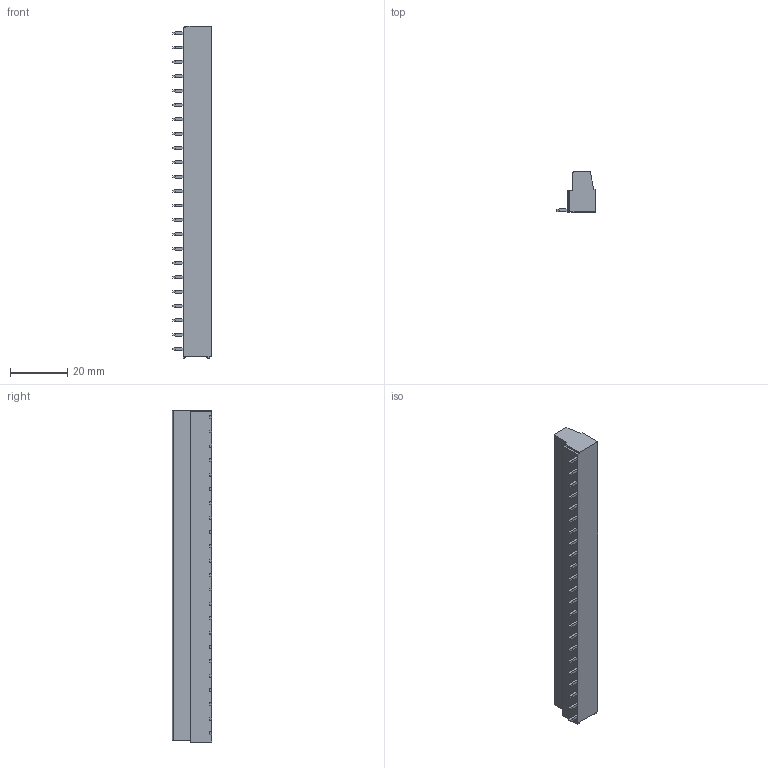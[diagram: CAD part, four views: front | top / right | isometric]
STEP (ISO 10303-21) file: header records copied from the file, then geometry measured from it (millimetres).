
FILE_DESCRIPTION((''),'2;1');
FILE_NAME('PRT0001','2024-11-30T',('sj'),(''),'PRO/ENGINEER BY PARAMETRIC TECHNOLOGY CORPORATION, 2013240','PRO/ENGINEER BY PARAMETRIC TECHNOLOGY CORPORATION, 2013240','');
FILE_SCHEMA(('AUTOMOTIVE_DESIGN_CC2 { 1 2 10303 214 -1 1 5 2 }'));
Length unit declared in the file: millimetre
Products named in the file (1): PRT0001
Bounding box: 13.35 x 13.8 x 115.6 mm (x, y, z)
Volume: 12703.9 mm3; surface area: 7051.6 mm2
Topology: 1 solids, 1 shells, 831 faces, 1958 edges, 1244 vertices
Faces by surface type: plane 685, cylinder 100, torus 46
Entity records: 23714 total; most frequent: CARTESIAN_POINT 4493, ORIENTED_EDGE 3916, DIRECTION 3866, EDGE_CURVE 1958, VECTOR 1528, LINE 1528, VERTEX_POINT 1244, AXIS2_PLACEMENT_3D 1169
